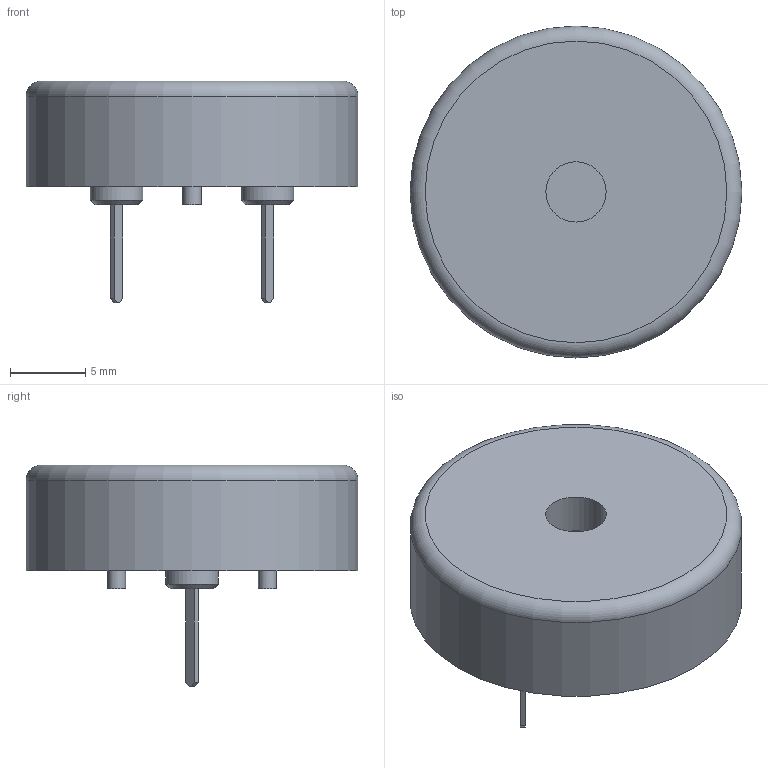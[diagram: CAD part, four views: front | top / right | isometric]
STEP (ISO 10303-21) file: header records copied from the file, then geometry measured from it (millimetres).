
FILE_DESCRIPTION(/* description */ (''),/* implementation_level */ '2;1');
FILE_NAME(/* name */ 'PKM22EPPH4001-B0.step',/* time_stamp */ '2020-10-26T16:07:26-07:00',/* author */ (''),/* organization */ (''),/* preprocessor_version */ 'ST-DEVELOPER v18.1',/* originating_system */ 'Autodesk Translation Framework v9.3.0.1241',/* authorisation */ '');
FILE_SCHEMA (('AUTOMOTIVE_DESIGN { 1 0 10303 214 3 1 1 }'));
Length unit declared in the file: millimetre
Products named in the file (4): PKM22EPPH4001-B0; Body; Transducer; Pins
Assembly tree (3 placements, depth 2):
  PKM22EPPH4001-B0
    Body
    Transducer
    Pins
Bounding box: 22 x 22 x 14.7 mm (x, y, z)
Volume: 2640.3 mm3; surface area: 1341.7 mm2
Topology: 4 solids, 4 shells, 35 faces, 63 edges, 41 vertices
Faces by surface type: plane 25, cylinder 7, cone 2, torus 1
Full cylindrical faces by diameter (mm): 1.2 x2, 3.5 x2, 4 x2, 22 x1
Entity records: 1006 total; most frequent: DIRECTION 167, CARTESIAN_POINT 147, ORIENTED_EDGE 126, EDGE_CURVE 63, AXIS2_PLACEMENT_3D 61, LINE 45, VECTOR 45, VERTEX_POINT 41
